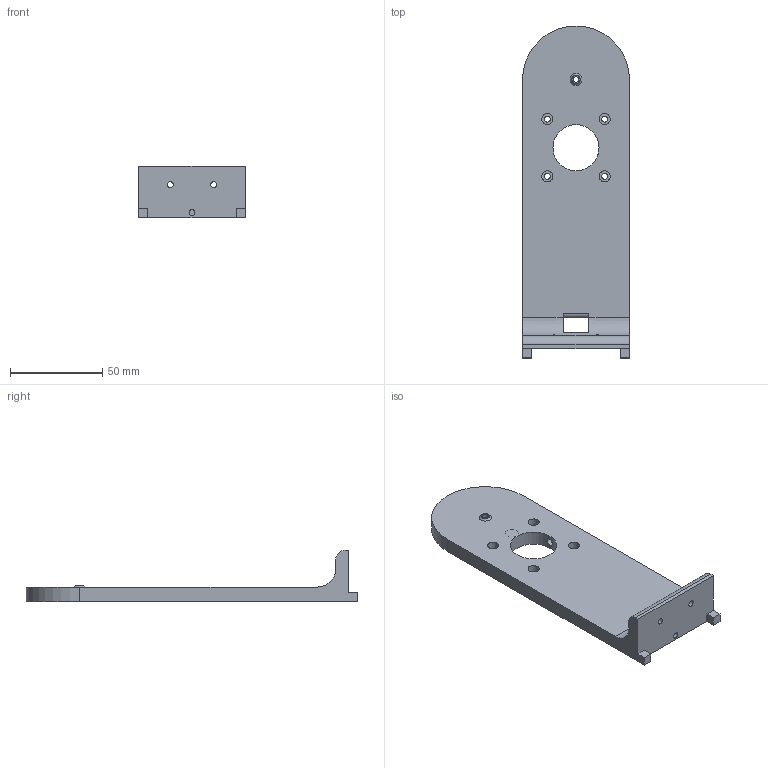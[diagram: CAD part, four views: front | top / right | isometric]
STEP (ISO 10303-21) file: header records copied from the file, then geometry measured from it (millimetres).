
FILE_DESCRIPTION(/* description */ (''),/* implementation_level */ '2;1');
FILE_NAME(/* name */ 'PTZ - Motor side v6.step',/* time_stamp */ '2020-12-13T18:30:24+00:00',/* author */ (''),/* organization */ (''),/* preprocessor_version */ 'ST-DEVELOPER v18.1',/* originating_system */ 'Autodesk Translation Framework v9.7.0.1280',/* authorisation */ '');
FILE_SCHEMA (('AUTOMOTIVE_DESIGN { 1 0 10303 214 3 1 1 }'));
Length unit declared in the file: millimetre
Products named in the file (1): PTZ - Motor side
Bounding box: 58 x 180 x 28 mm (x, y, z)
Volume: 81270.4 mm3; surface area: 26444.6 mm2
Topology: 1 solids, 1 shells, 55 faces, 138 edges, 92 vertices
Faces by surface type: plane 30, cylinder 24, cone 1
Full cylindrical faces by diameter (mm): 3 x1, 3.2 x8, 4 x1, 6 x4, 7 x1, 25 x1
Entity records: 1799 total; most frequent: CARTESIAN_POINT 353, DIRECTION 296, ORIENTED_EDGE 276, EDGE_CURVE 138, AXIS2_PLACEMENT_3D 105, VERTEX_POINT 92, LINE 86, VECTOR 86
